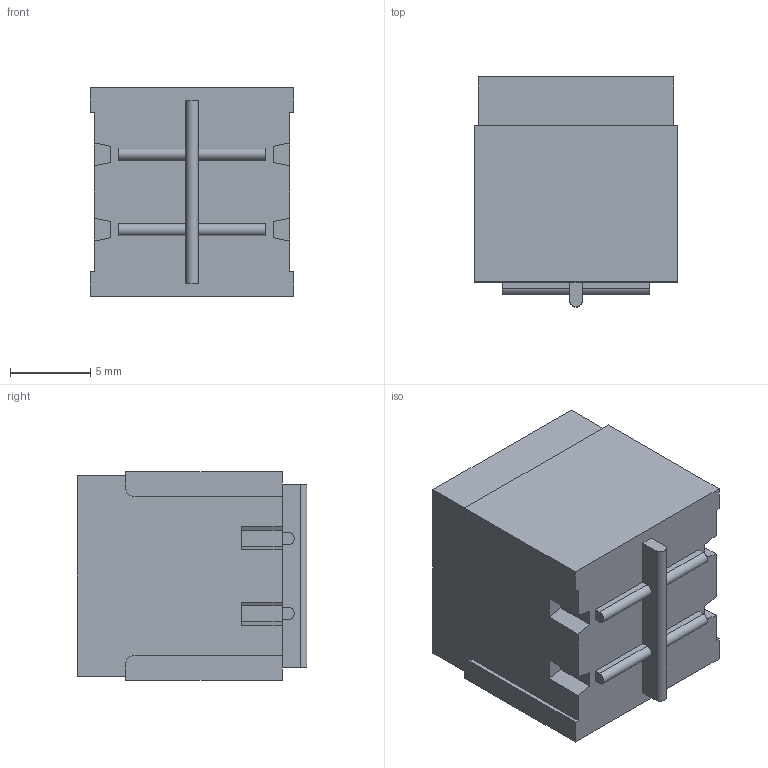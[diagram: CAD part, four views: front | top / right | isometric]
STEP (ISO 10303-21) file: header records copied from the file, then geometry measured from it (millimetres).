
FILE_DESCRIPTION(/* description */ ('Series M2100 - LED Tipped Actuators - body-'),/* implementation_level */ '2;1');
FILE_NAME(/* name */ 'M211LW01-body.ipt.step',/* time_stamp */ '2014-01-07T11:07:06-08:00',/* author */ ('Cadenas PARTsolutions'),/* organization */ ('NKKSWITCHES'),/* preprocessor_version */ 'ST-DEVELOPER v15.2',/* originating_system */ 'Autodesk Inventor 2014',/* authorisation */ '');
FILE_SCHEMA (('AUTOMOTIVE_DESIGN { 1 0 10303 214 3 1 1 }'));
Length unit declared in the file: inch
Products named in the file (1): M211LW01-body
Bounding box: 12.7 x 14.35 x 13 mm (x, y, z)
Volume: 2034.8 mm3; surface area: 1052.7 mm2
Topology: 1 solids, 1 shells, 59 faces, 168 edges, 112 vertices
Faces by surface type: plane 50, cylinder 9
Entity records: 1923 total; most frequent: CARTESIAN_POINT 340, ORIENTED_EDGE 336, DIRECTION 306, EDGE_CURVE 168, LINE 150, VECTOR 150, VERTEX_POINT 112, AXIS2_PLACEMENT_3D 78
